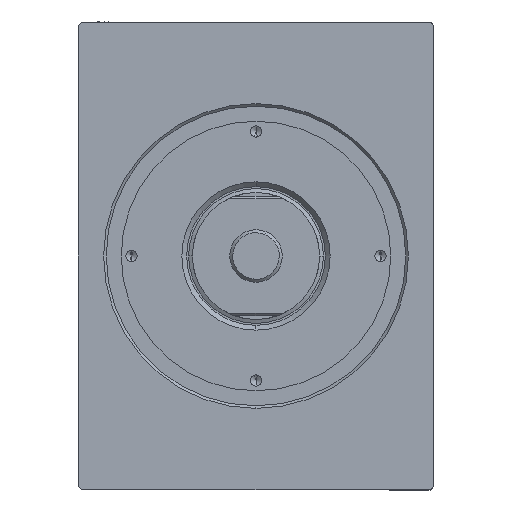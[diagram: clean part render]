
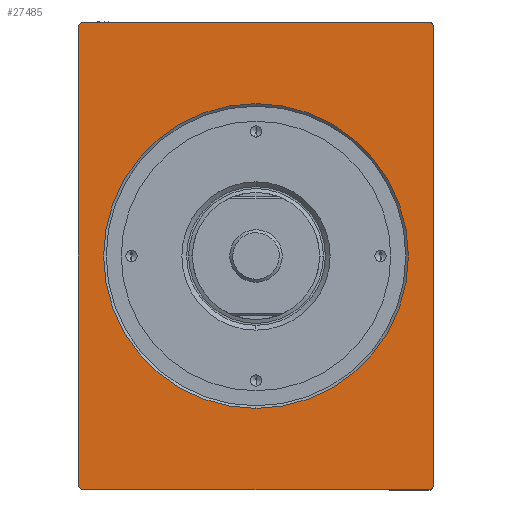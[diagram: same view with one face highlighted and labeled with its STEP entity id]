
A CAD part, left-side view. The second image highlights one B-rep face of the part: STEP entity #27485.
In plain terms, the highlighted planar face has unit normal (-1, 0, 0).
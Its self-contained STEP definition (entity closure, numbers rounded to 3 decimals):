
#20 = CARTESIAN_POINT ( 'NONE',  ( 0., -47.5, 61.5 ) ) ;
#176 = DIRECTION ( 'NONE',  ( 0., 0., -1. ) ) ;
#372 = CARTESIAN_POINT ( 'NONE',  ( 0., 0., 0. ) ) ;
#422 = DIRECTION ( 'NONE',  ( 0., 0., -1. ) ) ;
#684 = CARTESIAN_POINT ( 'NONE',  ( 0., 46.5, -62.5 ) ) ;
#2051 = VECTOR ( 'NONE', #18719, 1000. ) ;
#2170 = CARTESIAN_POINT ( 'NONE',  ( 0., -47.5, 61.5 ) ) ;
#2885 = VECTOR ( 'NONE', #26615, 1000. ) ;
#2982 = CARTESIAN_POINT ( 'NONE',  ( 0., -46.5, 62.5 ) ) ;
#3014 = LINE ( 'NONE', #30342, #13739 ) ;
#3307 = EDGE_CURVE ( 'NONE', #18757, #19816, #6140, .T. ) ;
#3367 = CARTESIAN_POINT ( 'NONE',  ( 0., -46.5, 62.5 ) ) ;
#3471 = VECTOR ( 'NONE', #20847, 1000. ) ;
#4236 = CARTESIAN_POINT ( 'NONE',  ( 0., 46.5, -62.5 ) ) ;
#5823 = CARTESIAN_POINT ( 'NONE',  ( 0., 0., 0. ) ) ;
#6140 = CIRCLE ( 'NONE', #8646, 40.7 ) ;
#8384 = FACE_OUTER_BOUND ( 'NONE', #23888, .T. ) ;
#8646 = AXIS2_PLACEMENT_3D ( 'NONE', #372, #9223, #176 ) ;
#9153 = LINE ( 'NONE', #684, #22823 ) ;
#9223 = DIRECTION ( 'NONE',  ( 1., 0., 0. ) ) ;
#9268 = DIRECTION ( 'NONE',  ( 1., 0., 0. ) ) ;
#10044 = ORIENTED_EDGE ( 'NONE', *, *, #31796, .F. ) ;
#10333 = CIRCLE ( 'NONE', #28561, 40.7 ) ;
#10983 = EDGE_CURVE ( 'NONE', #27703, #25508, #9153, .T. ) ;
#11251 = EDGE_CURVE ( 'NONE', #16039, #36751, #30309, .T. ) ;
#11666 = CARTESIAN_POINT ( 'NONE',  ( 0., 47.5, -61.5 ) ) ;
#11791 = CARTESIAN_POINT ( 'NONE',  ( 0., 46.5, 62.5 ) ) ;
#11858 = CARTESIAN_POINT ( 'NONE',  ( 0., 47.5, -61.5 ) ) ;
#11905 = CARTESIAN_POINT ( 'NONE',  ( 0., 47.5, 61.5 ) ) ;
#11984 = CARTESIAN_POINT ( 'NONE',  ( 0., -46.5, -62.5 ) ) ;
#13192 = ORIENTED_EDGE ( 'NONE', *, *, #3307, .T. ) ;
#13739 = VECTOR ( 'NONE', #21706, 1000. ) ;
#14610 = LINE ( 'NONE', #11858, #2885 ) ;
#15006 = ORIENTED_EDGE ( 'NONE', *, *, #29628, .F. ) ;
#16039 = VERTEX_POINT ( 'NONE', #2170 ) ;
#16663 = EDGE_CURVE ( 'NONE', #18542, #27703, #17001, .T. ) ;
#17001 = LINE ( 'NONE', #38816, #23566 ) ;
#17249 = DIRECTION ( 'NONE',  ( 1., 0., 0. ) ) ;
#17937 = VECTOR ( 'NONE', #38588, 1000. ) ;
#18542 = VERTEX_POINT ( 'NONE', #11984 ) ;
#18719 = DIRECTION ( 'NONE',  ( 0., 0., -1. ) ) ;
#18757 = VERTEX_POINT ( 'NONE', #26840 ) ;
#18987 = VERTEX_POINT ( 'NONE', #27383 ) ;
#19116 = EDGE_CURVE ( 'NONE', #19816, #18757, #10333, .T. ) ;
#19136 = VERTEX_POINT ( 'NONE', #3367 ) ;
#19816 = VERTEX_POINT ( 'NONE', #27297 ) ;
#20010 = ORIENTED_EDGE ( 'NONE', *, *, #31615, .F. ) ;
#20119 = LINE ( 'NONE', #2982, #17937 ) ;
#20847 = DIRECTION ( 'NONE',  ( 0., -1., 0. ) ) ;
#21706 = DIRECTION ( 'NONE',  ( 0., 0.707, -0.707 ) ) ;
#22805 = ORIENTED_EDGE ( 'NONE', *, *, #10983, .F. ) ;
#22823 = VECTOR ( 'NONE', #30779, 1000. ) ;
#23000 = VERTEX_POINT ( 'NONE', #24897 ) ;
#23207 = EDGE_CURVE ( 'NONE', #36751, #18542, #3014, .T. ) ;
#23549 = DIRECTION ( 'NONE',  ( 0., 0., -1. ) ) ;
#23566 = VECTOR ( 'NONE', #35866, 1000. ) ;
#23610 = CARTESIAN_POINT ( 'NONE',  ( 0., -47.5, -61.5 ) ) ;
#23888 = EDGE_LOOP ( 'NONE', ( #20010, #10044, #22805, #25133, #33930, #34122, #25669, #15006 ) ) ;
#24679 = DIRECTION ( 'NONE',  ( 0., -0.707, 0.707 ) ) ;
#24897 = CARTESIAN_POINT ( 'NONE',  ( 0., 47.5, 61.5 ) ) ;
#25133 = ORIENTED_EDGE ( 'NONE', *, *, #16663, .F. ) ;
#25508 = VERTEX_POINT ( 'NONE', #11666 ) ;
#25669 = ORIENTED_EDGE ( 'NONE', *, *, #36471, .F. ) ;
#26490 = FACE_BOUND ( 'NONE', #31079, .T. ) ;
#26615 = DIRECTION ( 'NONE',  ( 0., 0., 1. ) ) ;
#26743 = LINE ( 'NONE', #11791, #3471 ) ;
#26840 = CARTESIAN_POINT ( 'NONE',  ( 0., 0., -40.7 ) ) ;
#27297 = CARTESIAN_POINT ( 'NONE',  ( 0., 0., 40.7 ) ) ;
#27383 = CARTESIAN_POINT ( 'NONE',  ( 0., 46.5, 62.5 ) ) ;
#27485 = ADVANCED_FACE ( 'NONE', ( #26490, #8384 ), #35342, .F. ) ;
#27703 = VERTEX_POINT ( 'NONE', #4236 ) ;
#28006 = VECTOR ( 'NONE', #24679, 1000. ) ;
#28561 = AXIS2_PLACEMENT_3D ( 'NONE', #36232, #9268, #422 ) ;
#29628 = EDGE_CURVE ( 'NONE', #18987, #19136, #26743, .T. ) ;
#30309 = LINE ( 'NONE', #20, #2051 ) ;
#30342 = CARTESIAN_POINT ( 'NONE',  ( 0., -47.5, -61.5 ) ) ;
#30779 = DIRECTION ( 'NONE',  ( 0., 0.707, 0.707 ) ) ;
#31079 = EDGE_LOOP ( 'NONE', ( #34474, #13192 ) ) ;
#31615 = EDGE_CURVE ( 'NONE', #23000, #18987, #38858, .T. ) ;
#31796 = EDGE_CURVE ( 'NONE', #25508, #23000, #14610, .T. ) ;
#33930 = ORIENTED_EDGE ( 'NONE', *, *, #23207, .F. ) ;
#34122 = ORIENTED_EDGE ( 'NONE', *, *, #11251, .F. ) ;
#34474 = ORIENTED_EDGE ( 'NONE', *, *, #19116, .T. ) ;
#35342 = PLANE ( 'NONE',  #37008 ) ;
#35866 = DIRECTION ( 'NONE',  ( 0., 1., 0. ) ) ;
#36232 = CARTESIAN_POINT ( 'NONE',  ( 0., 0., 0. ) ) ;
#36471 = EDGE_CURVE ( 'NONE', #19136, #16039, #20119, .T. ) ;
#36751 = VERTEX_POINT ( 'NONE', #23610 ) ;
#37008 = AXIS2_PLACEMENT_3D ( 'NONE', #5823, #17249, #23549 ) ;
#38588 = DIRECTION ( 'NONE',  ( 0., -0.707, -0.707 ) ) ;
#38816 = CARTESIAN_POINT ( 'NONE',  ( 0., -46.5, -62.5 ) ) ;
#38858 = LINE ( 'NONE', #11905, #28006 ) ;
